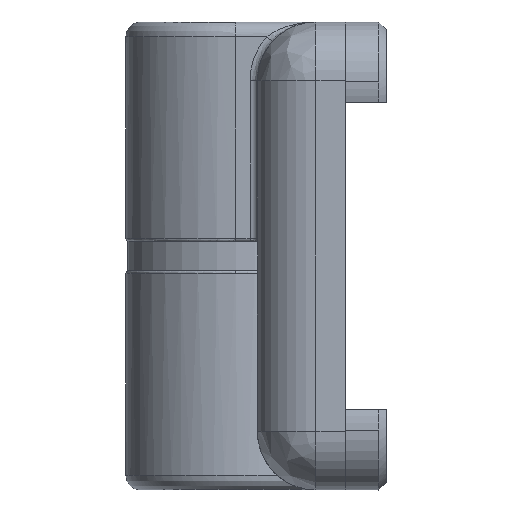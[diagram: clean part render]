
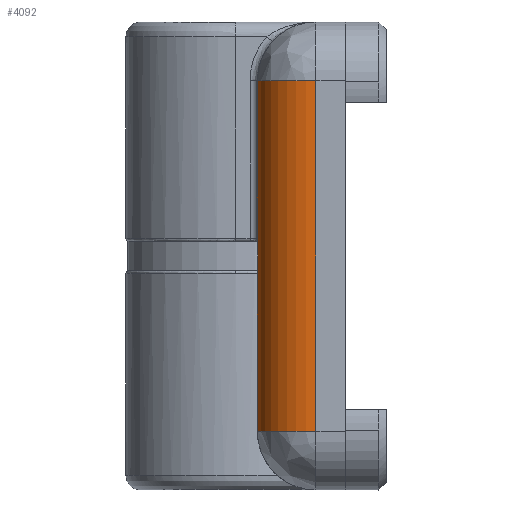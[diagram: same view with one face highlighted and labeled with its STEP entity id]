
A CAD part, left-side view. The second image highlights one B-rep face of the part: STEP entity #4092.
In plain terms, the highlighted cylindrical face has radius 4 mm (diameter 8 mm), a partial arc.
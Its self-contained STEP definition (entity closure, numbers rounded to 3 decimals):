
#20 = CARTESIAN_POINT ( 'NONE',  ( -26.2, -1.505, -1. ) ) ;
#123 = DIRECTION ( 'NONE',  ( 0., 0., -1. ) ) ;
#153 = VECTOR ( 'NONE', #123, 1000. ) ;
#327 = EDGE_CURVE ( 'NONE', #2794, #4144, #4279, .T. ) ;
#610 = B_SPLINE_CURVE_WITH_KNOTS ( 'NONE', 3,
 ( #1789, #1779, #1772, #1770 ),
 .UNSPECIFIED., .F., .F.,
 ( 4, 4 ),
 ( 0., 0.002 ),
 .UNSPECIFIED. ) ;
#628 = EDGE_CURVE ( 'NONE', #3559, #2794, #610, .T. ) ;
#734 = CARTESIAN_POINT ( 'NONE',  ( -26., -1.5, 0. ) ) ;
#781 = AXIS2_PLACEMENT_3D ( 'NONE', #2847, #3387, #2743 ) ;
#824 = AXIS2_PLACEMENT_3D ( 'NONE', #2135, #2077, #2128 ) ;
#892 = VECTOR ( 'NONE', #1401, 1000. ) ;
#916 = CARTESIAN_POINT ( 'NONE',  ( -26., -1.5, 0.562 ) ) ;
#998 = FACE_OUTER_BOUND ( 'NONE', #3913, .T. ) ;
#1247 = CIRCLE ( 'NONE', #824, 4. ) ;
#1294 = EDGE_CURVE ( 'NONE', #4144, #3899, #2211, .T. ) ;
#1342 = EDGE_CURVE ( 'NONE', #3392, #3559, #2181, .T. ) ;
#1398 = EDGE_CURVE ( 'NONE', #1599, #3747, #1563, .T. ) ;
#1401 = DIRECTION ( 'NONE',  ( 0., 0., -1. ) ) ;
#1470 = CYLINDRICAL_SURFACE ( 'NONE', #781, 4. ) ;
#1473 = ORIENTED_EDGE ( 'NONE', *, *, #1398, .F. ) ;
#1507 = ORIENTED_EDGE ( 'NONE', *, *, #3269, .T. ) ;
#1563 = LINE ( 'NONE', #3147, #2232 ) ;
#1599 = VERTEX_POINT ( 'NONE', #3893 ) ;
#1770 = CARTESIAN_POINT ( 'NONE',  ( -26.2, -1.505, -1. ) ) ;
#1772 = CARTESIAN_POINT ( 'NONE',  ( -26.2, -1.505, -0.471 ) ) ;
#1779 = CARTESIAN_POINT ( 'NONE',  ( -26.133, -1.5, 0.05 ) ) ;
#1789 = CARTESIAN_POINT ( 'NONE',  ( -26., -1.5, 0.562 ) ) ;
#1899 = AXIS2_PLACEMENT_3D ( 'NONE', #2289, #2284, #2277 ) ;
#2077 = DIRECTION ( 'NONE',  ( 0., 0., -1. ) ) ;
#2128 = DIRECTION ( 'NONE',  ( 1., 0., 0. ) ) ;
#2135 = CARTESIAN_POINT ( 'NONE',  ( -26., -5.5, -13. ) ) ;
#2181 = LINE ( 'NONE', #3665, #892 ) ;
#2211 = LINE ( 'NONE', #734, #153 ) ;
#2232 = VECTOR ( 'NONE', #2721, 1000. ) ;
#2277 = DIRECTION ( 'NONE',  ( 1., 0., 0. ) ) ;
#2284 = DIRECTION ( 'NONE',  ( 0., 0., -1. ) ) ;
#2289 = CARTESIAN_POINT ( 'NONE',  ( -26., -5.5, 11. ) ) ;
#2374 = CARTESIAN_POINT ( 'NONE',  ( -26., -1.5, -2.562 ) ) ;
#2721 = DIRECTION ( 'NONE',  ( 0., 0., -1. ) ) ;
#2743 = DIRECTION ( 'NONE',  ( 1., 0., 0. ) ) ;
#2794 = VERTEX_POINT ( 'NONE', #20 ) ;
#2813 = CARTESIAN_POINT ( 'NONE',  ( -26., -1.5, -13. ) ) ;
#2847 = CARTESIAN_POINT ( 'NONE',  ( -26., -5.5, 0. ) ) ;
#3147 = CARTESIAN_POINT ( 'NONE',  ( -30., -5.5, 0. ) ) ;
#3269 = EDGE_CURVE ( 'NONE', #1599, #3392, #3419, .T. ) ;
#3330 = CARTESIAN_POINT ( 'NONE',  ( -26., -1.5, -2.562 ) ) ;
#3354 = CARTESIAN_POINT ( 'NONE',  ( -26.133, -1.5, -2.05 ) ) ;
#3387 = DIRECTION ( 'NONE',  ( 0., 0., 1. ) ) ;
#3392 = VERTEX_POINT ( 'NONE', #3494 ) ;
#3403 = CARTESIAN_POINT ( 'NONE',  ( -26.2, -1.505, -1. ) ) ;
#3419 = CIRCLE ( 'NONE', #1899, 4. ) ;
#3434 = CARTESIAN_POINT ( 'NONE',  ( -26.2, -1.505, -1.529 ) ) ;
#3494 = CARTESIAN_POINT ( 'NONE',  ( -26., -1.5, 11. ) ) ;
#3559 = VERTEX_POINT ( 'NONE', #916 ) ;
#3611 = ORIENTED_EDGE ( 'NONE', *, *, #4168, .F. ) ;
#3665 = CARTESIAN_POINT ( 'NONE',  ( -26., -1.5, 0. ) ) ;
#3703 = ORIENTED_EDGE ( 'NONE', *, *, #1342, .T. ) ;
#3704 = ORIENTED_EDGE ( 'NONE', *, *, #628, .T. ) ;
#3739 = ORIENTED_EDGE ( 'NONE', *, *, #327, .T. ) ;
#3747 = VERTEX_POINT ( 'NONE', #4039 ) ;
#3780 = ORIENTED_EDGE ( 'NONE', *, *, #1294, .T. ) ;
#3893 = CARTESIAN_POINT ( 'NONE',  ( -30., -5.5, 11. ) ) ;
#3899 = VERTEX_POINT ( 'NONE', #2813 ) ;
#3913 = EDGE_LOOP ( 'NONE', ( #3703, #3704, #3739, #3780, #3611, #1473, #1507 ) ) ;
#4039 = CARTESIAN_POINT ( 'NONE',  ( -30., -5.5, -13. ) ) ;
#4092 = ADVANCED_FACE ( 'NONE', ( #998 ), #1470, .T. ) ;
#4144 = VERTEX_POINT ( 'NONE', #2374 ) ;
#4168 = EDGE_CURVE ( 'NONE', #3747, #3899, #1247, .T. ) ;
#4279 = B_SPLINE_CURVE_WITH_KNOTS ( 'NONE', 3,
 ( #3403, #3434, #3354, #3330 ),
 .UNSPECIFIED., .F., .F.,
 ( 4, 4 ),
 ( 0.002, 0.003 ),
 .UNSPECIFIED. ) ;
